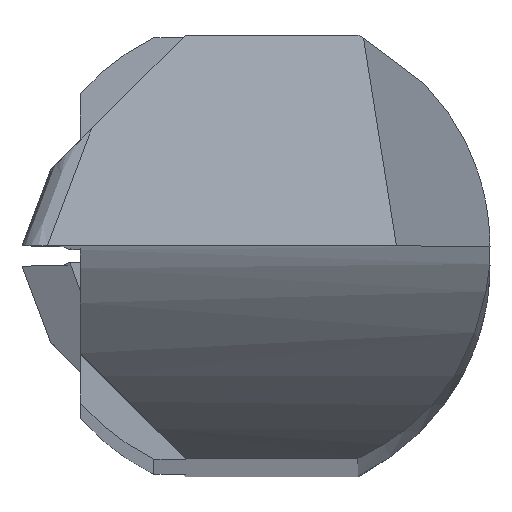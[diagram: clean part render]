
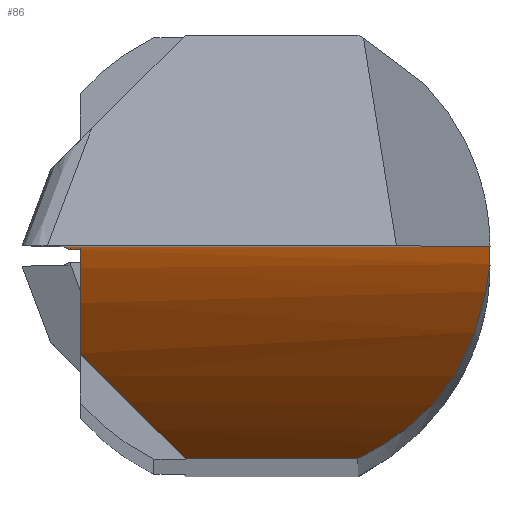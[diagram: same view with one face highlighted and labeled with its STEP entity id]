
A CAD part, top view. The second image highlights one B-rep face of the part: STEP entity #86.
In plain terms, the highlighted cylindrical face has radius 5 mm (diameter 10 mm), a partial arc.
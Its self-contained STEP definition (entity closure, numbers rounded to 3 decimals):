
#48=ELLIPSE('',#885,7.071,5.);
#55=CYLINDRICAL_SURFACE('',#886,5.);
#86=ADVANCED_FACE('',(#151),#55,.F.);
#151=FACE_OUTER_BOUND('',#188,.T.);
#188=EDGE_LOOP('',(#378,#379,#380,#381,#382,#383,#384));
#200=CIRCLE('',#866,5.);
#378=ORIENTED_EDGE('',*,*,#551,.T.);
#379=ORIENTED_EDGE('',*,*,#574,.T.);
#380=ORIENTED_EDGE('',*,*,#575,.F.);
#381=ORIENTED_EDGE('',*,*,#535,.T.);
#382=ORIENTED_EDGE('',*,*,#576,.T.);
#383=ORIENTED_EDGE('',*,*,#573,.F.);
#384=ORIENTED_EDGE('',*,*,#554,.F.);
#451=VERTEX_POINT('',#1299);
#452=VERTEX_POINT('',#1301);
#464=VERTEX_POINT('',#1365);
#465=VERTEX_POINT('',#1367);
#466=VERTEX_POINT('',#1377);
#476=VERTEX_POINT('',#1413);
#477=VERTEX_POINT('',#1420);
#535=EDGE_CURVE('',#452,#451,#200,.T.);
#551=EDGE_CURVE('',#465,#464,#692,.T.);
#554=EDGE_CURVE('',#465,#466,#597,.T.);
#573=EDGE_CURVE('',#466,#476,#708,.T.);
#574=EDGE_CURVE('',#464,#477,#598,.T.);
#575=EDGE_CURVE('',#452,#477,#709,.T.);
#576=EDGE_CURVE('',#451,#476,#48,.T.);
#597=B_SPLINE_CURVE_WITH_KNOTS('',3,(#1371,#1372,#1373,#1374,#1375,#1376),
 .UNSPECIFIED.,.F.,.F.,(4,2,4),(0.,0.5,1.),.UNSPECIFIED.);
#598=B_SPLINE_CURVE_WITH_KNOTS('',3,(#1416,#1417,#1418,#1419),
 .UNSPECIFIED.,.F.,.F.,(4,4),(0.,1.),.UNSPECIFIED.);
#692=LINE('',#1366,#773);
#708=LINE('',#1414,#789);
#709=LINE('',#1421,#790);
#773=VECTOR('',#1022,1.);
#789=VECTOR('',#1066,1.);
#790=VECTOR('',#1069,1.);
#866=AXIS2_PLACEMENT_3D('',#1300,#1002,#1003);
#885=AXIS2_PLACEMENT_3D('',#1422,#1070,#1071);
#886=AXIS2_PLACEMENT_3D('',#1423,#1072,#1073);
#1002=DIRECTION('',(-1.,0.,0.));
#1003=DIRECTION('',(0.,0.997,-0.072));
#1022=DIRECTION('',(-1.,0.,0.));
#1066=DIRECTION('',(-1.,0.,0.));
#1069=DIRECTION('',(-1.,0.,0.));
#1070=DIRECTION('',(-0.707,-0.707,0.));
#1071=DIRECTION('',(-0.707,0.707,0.));
#1072=DIRECTION('',(-1.,0.,0.));
#1073=DIRECTION('',(0.,-1.,0.));
#1299=CARTESIAN_POINT('',(-0.75,-0.452,20.784));
#1300=CARTESIAN_POINT('',(-0.75,-5.,22.862));
#1301=CARTESIAN_POINT('',(-0.75,-0.013,22.5));
#1365=CARTESIAN_POINT('',(-0.822,0.,22.862));
#1366=CARTESIAN_POINT('',(1.,0.,22.862));
#1367=CARTESIAN_POINT('',(1.,0.,22.862));
#1371=CARTESIAN_POINT('',(1.,0.,22.862));
#1372=CARTESIAN_POINT('',(1.,0.,22.329));
#1373=CARTESIAN_POINT('',(1.011,-0.083,21.81));
#1374=CARTESIAN_POINT('',(0.927,-0.413,20.803));
#1375=CARTESIAN_POINT('',(0.848,-0.701,20.286));
#1376=CARTESIAN_POINT('',(0.436,-0.9,20.));
#1377=CARTESIAN_POINT('',(0.436,-0.9,20.));
#1413=CARTESIAN_POINT('',(-0.302,-0.9,20.));
#1414=CARTESIAN_POINT('',(0.436,-0.9,20.));
#1416=CARTESIAN_POINT('',(-0.822,0.,22.862));
#1417=CARTESIAN_POINT('',(-0.812,0.,22.741));
#1418=CARTESIAN_POINT('',(-0.803,-0.004,22.621));
#1419=CARTESIAN_POINT('',(-0.795,-0.013,22.5));
#1420=CARTESIAN_POINT('',(-0.795,-0.013,22.5));
#1421=CARTESIAN_POINT('',(-0.75,-0.013,22.5));
#1422=CARTESIAN_POINT('',(3.798,-5.,22.862));
#1423=CARTESIAN_POINT('',(1.217,-5.,22.862));
